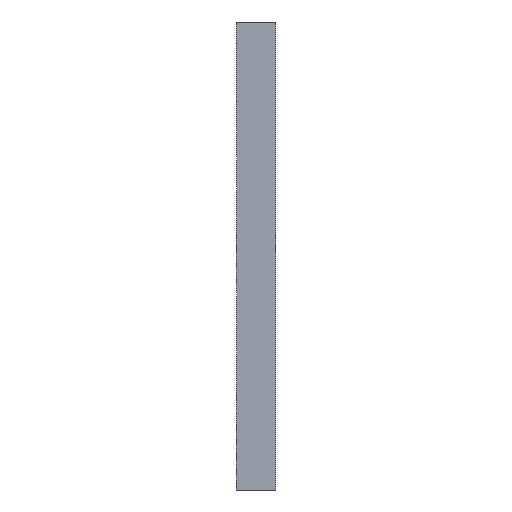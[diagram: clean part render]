
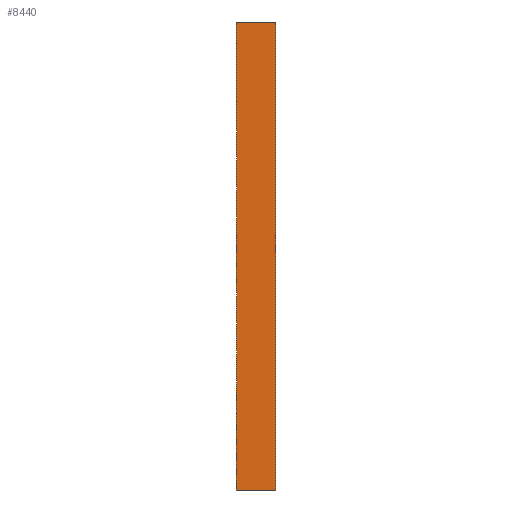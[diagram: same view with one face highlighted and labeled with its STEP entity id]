
A CAD part, left-side view. The second image highlights one B-rep face of the part: STEP entity #8440.
In plain terms, the highlighted planar face has unit normal (-1, 0, 0).
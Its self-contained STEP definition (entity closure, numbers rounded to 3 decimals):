
#493 = DIRECTION ( 'NONE',  ( 0., 0., 1. ) ) ;
#1523 = AXIS2_PLACEMENT_3D ( 'NONE', #5757, #13082, #3577 ) ;
#1727 = DIRECTION ( 'NONE',  ( 0., 0., 1. ) ) ;
#1922 = LINE ( 'NONE', #6657, #3081 ) ;
#2437 = FACE_OUTER_BOUND ( 'NONE', #7962, .T. ) ;
#2598 = LINE ( 'NONE', #3729, #6243 ) ;
#3081 = VECTOR ( 'NONE', #9951, 1000. ) ;
#3091 = VECTOR ( 'NONE', #13699, 1000. ) ;
#3577 = DIRECTION ( 'NONE',  ( 0., 0., -1. ) ) ;
#3594 = CARTESIAN_POINT ( 'NONE',  ( -60., 10., 60. ) ) ;
#3729 = CARTESIAN_POINT ( 'NONE',  ( -60., 10., -60. ) ) ;
#4793 = CARTESIAN_POINT ( 'NONE',  ( -60., 0., -60. ) ) ;
#5318 = ORIENTED_EDGE ( 'NONE', *, *, #8352, .F. ) ;
#5710 = PLANE ( 'NONE',  #1523 ) ;
#5757 = CARTESIAN_POINT ( 'NONE',  ( -60., 10., -60. ) ) ;
#6149 = CARTESIAN_POINT ( 'NONE',  ( -60., 10., -60. ) ) ;
#6243 = VECTOR ( 'NONE', #493, 1000. ) ;
#6657 = CARTESIAN_POINT ( 'NONE',  ( -60., 10., 60. ) ) ;
#7907 = VERTEX_POINT ( 'NONE', #3594 ) ;
#7962 = EDGE_LOOP ( 'NONE', ( #8767, #12656, #5318, #11758 ) ) ;
#7964 = VERTEX_POINT ( 'NONE', #8028 ) ;
#8028 = CARTESIAN_POINT ( 'NONE',  ( -60., 0., 60. ) ) ;
#8352 = EDGE_CURVE ( 'NONE', #8553, #7907, #2598, .T. ) ;
#8440 = ADVANCED_FACE ( 'NONE', ( #2437 ), #5710, .F. ) ;
#8537 = VERTEX_POINT ( 'NONE', #9850 ) ;
#8553 = VERTEX_POINT ( 'NONE', #13404 ) ;
#8648 = LINE ( 'NONE', #4793, #11832 ) ;
#8767 = ORIENTED_EDGE ( 'NONE', *, *, #12657, .T. ) ;
#9047 = EDGE_CURVE ( 'NONE', #8553, #8537, #11209, .T. ) ;
#9850 = CARTESIAN_POINT ( 'NONE',  ( -60., 0., -60. ) ) ;
#9951 = DIRECTION ( 'NONE',  ( 0., -1., 0. ) ) ;
#10732 = EDGE_CURVE ( 'NONE', #7907, #7964, #1922, .T. ) ;
#11209 = LINE ( 'NONE', #6149, #3091 ) ;
#11758 = ORIENTED_EDGE ( 'NONE', *, *, #9047, .T. ) ;
#11832 = VECTOR ( 'NONE', #1727, 1000. ) ;
#12656 = ORIENTED_EDGE ( 'NONE', *, *, #10732, .F. ) ;
#12657 = EDGE_CURVE ( 'NONE', #8537, #7964, #8648, .T. ) ;
#13082 = DIRECTION ( 'NONE',  ( 1., 0., 0. ) ) ;
#13404 = CARTESIAN_POINT ( 'NONE',  ( -60., 10., -60. ) ) ;
#13699 = DIRECTION ( 'NONE',  ( 0., -1., 0. ) ) ;
